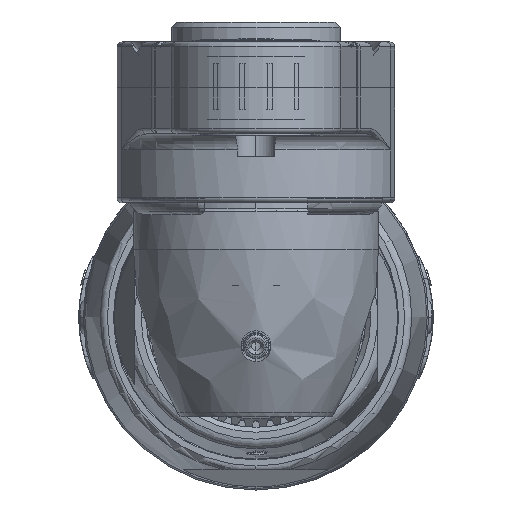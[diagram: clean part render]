
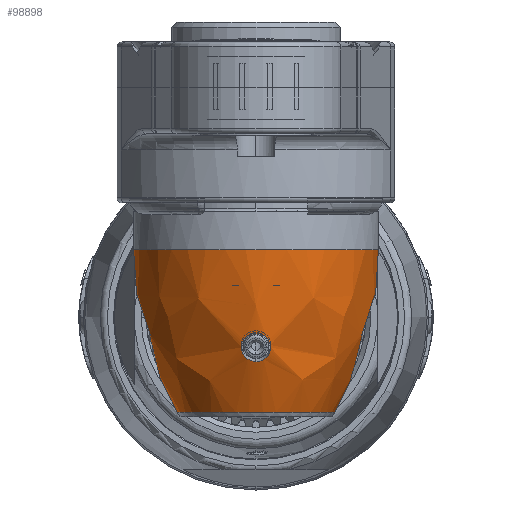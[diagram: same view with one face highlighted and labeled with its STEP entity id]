
A CAD part, left-side view. The second image highlights one B-rep face of the part: STEP entity #98898.
In plain terms, the highlighted free-form (B-spline) face has degree [3, 3] with [7, 4] control points.
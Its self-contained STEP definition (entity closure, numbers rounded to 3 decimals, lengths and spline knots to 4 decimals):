
#86005=CARTESIAN_POINT('',(-7.7075,0.,-0.584));
#86006=DIRECTION('',(0.,0.,-1.));
#86007=DIRECTION('',(0.675,-0.738,0.));
#86008=AXIS2_PLACEMENT_3D('',#86005,#86006,#86007);
#86010=CARTESIAN_POINT('',(-8.3934,0.,-0.1006));
#86011=CARTESIAN_POINT('',(-8.3934,-0.0085,
-0.1006));
#86012=CARTESIAN_POINT('',(-8.3925,-0.0256,
-0.1029));
#86013=CARTESIAN_POINT('',(-8.3883,-0.0497,
-0.1131));
#86014=CARTESIAN_POINT('',(-8.3819,-0.0697,
-0.1296));
#86015=CARTESIAN_POINT('',(-8.3744,-0.0833,
-0.15));
#86016=CARTESIAN_POINT('',(-8.3662,-0.0904,
-0.1739));
#86017=CARTESIAN_POINT('',(-8.3585,-0.0902,
-0.1979));
#86018=CARTESIAN_POINT('',(-8.3517,-0.0829,
-0.2215));
#86019=CARTESIAN_POINT('',(-8.3463,-0.0698,
-0.2418));
#86020=CARTESIAN_POINT('',(-8.3421,-0.05,
-0.2591));
#86021=CARTESIAN_POINT('',(-8.3396,-0.0257,
-0.2701));
#86022=CARTESIAN_POINT('',(-8.339,-0.0085,
-0.2724));
#86023=CARTESIAN_POINT('',(-8.339,0.,-0.2724));
#86025=CARTESIAN_POINT('',(-8.339,0.,-0.2724));
#86026=CARTESIAN_POINT('',(-8.339,0.0085,
-0.2724));
#86027=CARTESIAN_POINT('',(-8.3396,0.0257,
-0.27));
#86028=CARTESIAN_POINT('',(-8.3421,0.05,
-0.2591));
#86029=CARTESIAN_POINT('',(-8.3462,0.0695,
-0.2421));
#86030=CARTESIAN_POINT('',(-8.3516,0.0828,
-0.2218));
#86031=CARTESIAN_POINT('',(-8.3584,0.0901,
-0.1983));
#86032=CARTESIAN_POINT('',(-8.366,0.0905,
-0.1743));
#86033=CARTESIAN_POINT('',(-8.3743,0.0835,
-0.1503));
#86034=CARTESIAN_POINT('',(-8.3818,0.07,
-0.1299));
#86035=CARTESIAN_POINT('',(-8.3883,0.0498,
-0.1131));
#86036=CARTESIAN_POINT('',(-8.3925,0.0256,
-0.1029));
#86037=CARTESIAN_POINT('',(-8.3934,0.0085,
-0.1006));
#86038=CARTESIAN_POINT('',(-8.3934,0.,-0.1006));
#86044=CARTESIAN_POINT('',(-7.7075,0.,0.416));
#86045=DIRECTION('',(0.,0.,-1.));
#86046=DIRECTION('',(0.659,-0.752,0.));
#86047=AXIS2_PLACEMENT_3D('',#86044,#86045,#86046);
#86216=CARTESIAN_POINT('',(-7.3795,0.3583,
-0.584));
#86217=CARTESIAN_POINT('',(-7.3913,0.3843,
-0.5646));
#86218=CARTESIAN_POINT('',(-7.4153,0.4309,
-0.5243));
#86219=CARTESIAN_POINT('',(-7.4483,0.4858,
-0.4645));
#86220=CARTESIAN_POINT('',(-7.4773,0.5301,
-0.4057));
#86221=CARTESIAN_POINT('',(-7.5001,0.5655,
-0.3487));
#86222=CARTESIAN_POINT('',(-7.5157,0.5938,
-0.2936));
#86223=CARTESIAN_POINT('',(-7.5236,0.6179,
-0.2365));
#86224=CARTESIAN_POINT('',(-7.521,0.6387,
-0.1734));
#86225=CARTESIAN_POINT('',(-7.5054,0.6546,
-0.1056));
#86226=CARTESIAN_POINT('',(-7.4782,0.6646,
-0.0344));
#86227=CARTESIAN_POINT('',(-7.4408,0.6682,
0.0423));
#86228=CARTESIAN_POINT('',(-7.3946,0.6635,
0.1248));
#86229=CARTESIAN_POINT('',(-7.3407,0.6485,
0.2139));
#86230=CARTESIAN_POINT('',(-7.2797,0.6197,
0.3103));
#86231=CARTESIAN_POINT('',(-7.2342,0.5874,
0.3804));
#86232=CARTESIAN_POINT('',(-7.2108,0.567,
0.416));
#86286=CARTESIAN_POINT('',(-7.2108,-0.567,
0.416));
#86287=CARTESIAN_POINT('',(-7.2341,-0.5873,
0.3805));
#86288=CARTESIAN_POINT('',(-7.2794,-0.6195,
0.3108));
#86289=CARTESIAN_POINT('',(-7.3401,-0.6483,
0.2148));
#86290=CARTESIAN_POINT('',(-7.3939,-0.6634,
0.126));
#86291=CARTESIAN_POINT('',(-7.4399,-0.6681,
0.0439));
#86292=CARTESIAN_POINT('',(-7.4774,-0.6648,
-0.0325));
#86293=CARTESIAN_POINT('',(-7.5046,-0.655,
-0.1033));
#86294=CARTESIAN_POINT('',(-7.5206,-0.6394,
-0.1709));
#86295=CARTESIAN_POINT('',(-7.5237,-0.6187,
-0.2343));
#86296=CARTESIAN_POINT('',(-7.5161,-0.5946,
-0.2919));
#86297=CARTESIAN_POINT('',(-7.5006,-0.5662,
-0.3475));
#86298=CARTESIAN_POINT('',(-7.4777,-0.5308,
-0.4047));
#86299=CARTESIAN_POINT('',(-7.4487,-0.4864,
-0.4639));
#86300=CARTESIAN_POINT('',(-7.4154,-0.4313,
-0.5239));
#86301=CARTESIAN_POINT('',(-7.3913,-0.3845,
-0.5645));
#86302=CARTESIAN_POINT('',(-7.3795,-0.3583,
-0.584));
#96858=VERTEX_POINT('',#86216);
#96859=VERTEX_POINT('',#86232);
#96862=VERTEX_POINT('',#86286);
#96863=VERTEX_POINT('',#86302);
#98792=VERTEX_POINT('',#86010);
#98793=VERTEX_POINT('',#86023);
#98854=CARTESIAN_POINT('',(-7.1495,-0.5065,
0.4369));
#98855=CARTESIAN_POINT('',(-7.1466,-0.5091,
0.0694));
#98856=CARTESIAN_POINT('',(-7.2171,-0.4452,
-0.2857));
#98857=CARTESIAN_POINT('',(-7.3556,-0.3194,
-0.6021));
#98858=CARTESIAN_POINT('',(-7.6987,-1.1117,
0.4369));
#98859=CARTESIAN_POINT('',(-7.6987,-1.1174,
0.0694));
#98860=CARTESIAN_POINT('',(-7.6998,-0.977,
-0.2857));
#98861=CARTESIAN_POINT('',(-7.702,-0.701,
-0.6021));
#98862=CARTESIAN_POINT('',(-8.4611,-0.8173,
0.4369));
#98863=CARTESIAN_POINT('',(-8.465,-0.8214,
0.0694));
#98864=CARTESIAN_POINT('',(-8.3699,-0.7183,
-0.2857));
#98865=CARTESIAN_POINT('',(-8.1827,-0.5154,
-0.6021));
#98866=CARTESIAN_POINT('',(-8.4611,0.,0.4369));
#98867=CARTESIAN_POINT('',(-8.465,0.,0.0694));
#98868=CARTESIAN_POINT('',(-8.3699,0.,-0.2857));
#98869=CARTESIAN_POINT('',(-8.1827,0.,-0.6021));
#98870=CARTESIAN_POINT('',(-8.4611,0.8173,
0.4369));
#98871=CARTESIAN_POINT('',(-8.465,0.8214,
0.0694));
#98872=CARTESIAN_POINT('',(-8.3699,0.7183,
-0.2857));
#98873=CARTESIAN_POINT('',(-8.1827,0.5154,
-0.6021));
#98874=CARTESIAN_POINT('',(-7.6987,1.1117,
0.4369));
#98875=CARTESIAN_POINT('',(-7.6987,1.1174,
0.0694));
#98876=CARTESIAN_POINT('',(-7.6998,0.977,
-0.2857));
#98877=CARTESIAN_POINT('',(-7.702,0.701,
-0.6021));
#98878=CARTESIAN_POINT('',(-7.1495,0.5065,
0.4369));
#98879=CARTESIAN_POINT('',(-7.1466,0.5091,
0.0694));
#98880=CARTESIAN_POINT('',(-7.2171,0.4452,
-0.2857));
#98881=CARTESIAN_POINT('',(-7.3556,0.3194,
-0.6021));
#98882=(BOUNDED_SURFACE()B_SPLINE_SURFACE(3,3,((#98854,#98855,#98856,#98857),(
#98858,#98859,#98860,#98861),(#98862,#98863,#98864,#98865),(#98866,#98867,
#98868,#98869),(#98870,#98871,#98872,#98873),(#98874,#98875,#98876,#98877),(
#98878,#98879,#98880,#98881)),.UNSPECIFIED.,.F.,.F.,.F.)B_SPLINE_SURFACE_WITH_KNOTS((4,3,4),(4,4),(0.,1.,2.),(0.,1.),.UNSPECIFIED.)GEOMETRIC_REPRESENTATION_ITEM()RATIONAL_B_SPLINE_SURFACE(((1.498,1.461,
1.461,1.498),(0.859,0.838,
0.838,0.859),(0.859,0.838,
0.838,0.859),(1.498,1.461,
1.461,1.498),(0.859,0.838,
0.838,0.859),(0.859,0.838,
0.838,0.859),(1.498,1.461,
1.461,1.498)))REPRESENTATION_ITEM('')SURFACE());
#98884=ORIENTED_EDGE('',*,*,#98883,.T.);
#98886=ORIENTED_EDGE('',*,*,#98885,.F.);
#98888=ORIENTED_EDGE('',*,*,#98887,.T.);
#98889=ORIENTED_EDGE('',*,*,#98847,.T.);
#98890=EDGE_LOOP('',(#98884,#98886,#98888,#98889));
#98891=FACE_OUTER_BOUND('',#98890,.F.);
#98893=ORIENTED_EDGE('',*,*,#98892,.F.);
#98895=ORIENTED_EDGE('',*,*,#98894,.F.);
#98896=EDGE_LOOP('',(#98893,#98895));
#98897=FACE_BOUND('',#98896,.F.);
#98898=ADVANCED_FACE('',(#98891,#98897),#98882,.T.);
#86009=CIRCLE('',#86008,0.4858);
#86024=B_SPLINE_CURVE_WITH_KNOTS('',3,(#86010,#86011,#86012,#86013,#86014,
#86015,#86016,#86017,#86018,#86019,#86020,#86021,#86022,#86023),.UNSPECIFIED.,
.F.,.F.,(4,1,1,1,1,1,1,1,1,1,1,4),(0.,0.0909,0.1818,
0.2727,0.3636,0.4545,0.5455,
0.6364,0.7273,0.8182,0.9091,1.),
.UNSPECIFIED.);
#86039=B_SPLINE_CURVE_WITH_KNOTS('',3,(#86025,#86026,#86027,#86028,#86029,
#86030,#86031,#86032,#86033,#86034,#86035,#86036,#86037,#86038),.UNSPECIFIED.,
.F.,.F.,(4,1,1,1,1,1,1,1,1,1,1,4),(0.,0.0909,0.1818,
0.2727,0.3636,0.4545,0.5455,
0.6364,0.7273,0.8182,0.9091,1.),
.UNSPECIFIED.);
#86048=CIRCLE('',#86047,0.7538);
#86233=B_SPLINE_CURVE_WITH_KNOTS('',3,(#86216,#86217,#86218,#86219,#86220,
#86221,#86222,#86223,#86224,#86225,#86226,#86227,#86228,#86229,#86230,#86231,
#86232),.UNSPECIFIED.,.F.,.F.,(4,1,1,1,1,1,1,1,1,1,1,1,1,1,4),(0.,
0.0714,0.1429,0.2143,0.2857,
0.3571,0.4286,0.5,0.5714,0.6429,
0.7143,0.7857,0.8571,0.9286,1.),
.UNSPECIFIED.);
#86303=B_SPLINE_CURVE_WITH_KNOTS('',3,(#86286,#86287,#86288,#86289,#86290,
#86291,#86292,#86293,#86294,#86295,#86296,#86297,#86298,#86299,#86300,#86301,
#86302),.UNSPECIFIED.,.F.,.F.,(4,1,1,1,1,1,1,1,1,1,1,1,1,1,4),(0.,
0.0714,0.1429,0.2143,0.2857,
0.3571,0.4286,0.5,0.5714,0.6429,
0.7143,0.7857,0.8571,0.9286,1.),
.UNSPECIFIED.);
#98847=EDGE_CURVE('',#96863,#96858,#86009,.T.);
#98883=EDGE_CURVE('',#96858,#96859,#86233,.T.);
#98885=EDGE_CURVE('',#96862,#96859,#86048,.T.);
#98887=EDGE_CURVE('',#96862,#96863,#86303,.T.);
#98892=EDGE_CURVE('',#98792,#98793,#86024,.T.);
#98894=EDGE_CURVE('',#98793,#98792,#86039,.T.);
